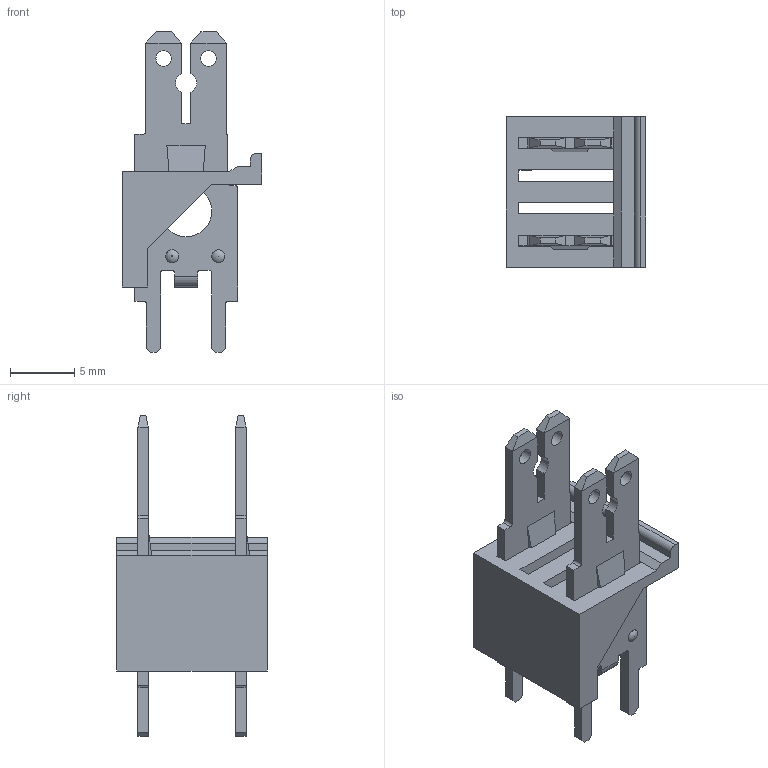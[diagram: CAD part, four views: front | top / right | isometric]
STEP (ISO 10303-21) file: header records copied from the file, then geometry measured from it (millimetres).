
FILE_DESCRIPTION(/* description */ ('Unknown'),/* implementation_level */ '2;1');
FILE_NAME(/* name */ '638307222002',/* time_stamp */ '2020-10-27T13:12:31+01:00',/* author */ ('Unknown'),/* organization */ ('Unknown'),/* preprocessor_version */ 'ST-DEVELOPER v16.7',/* originating_system */ 'DEX',/* authorisation */ $);
FILE_SCHEMA (('AUTOMOTIVE_DESIGN {1 0 10303 214 3 1 1}'));
Length unit declared in the file: millimetre
Products named in the file (3): 6383072220xx; 63800002004; 63800513722
Assembly tree (3 placements, depth 2):
  6383072220xx
    63800002004
    63800513722  x2
Bounding box: 10.9 x 11.74 x 25 mm (x, y, z)
Volume: 592.9 mm3; surface area: 1442.6 mm2
Topology: 3 solids, 3 shells, 190 faces, 542 edges, 350 vertices
Faces by surface type: plane 141, cylinder 37, cone 8, torus 4
Full cylindrical faces by diameter (mm): 1.2 x4, 4 x2
Entity records: 3883 total; most frequent: CARTESIAN_POINT 675, ORIENTED_EDGE 666, DIRECTION 619, EDGE_CURVE 333, LINE 291, VECTOR 291, VERTEX_POINT 220, AXIS2_PLACEMENT_3D 164
